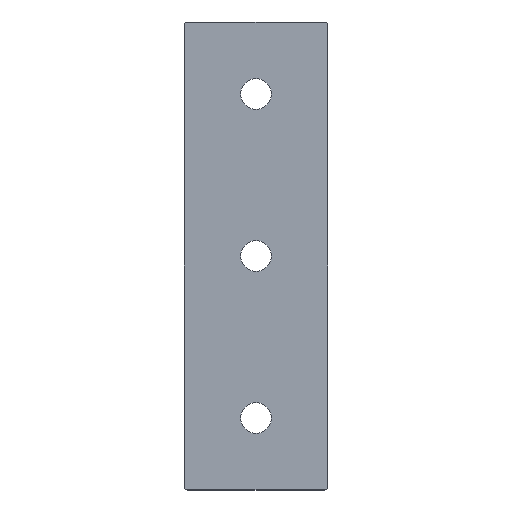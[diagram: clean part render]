
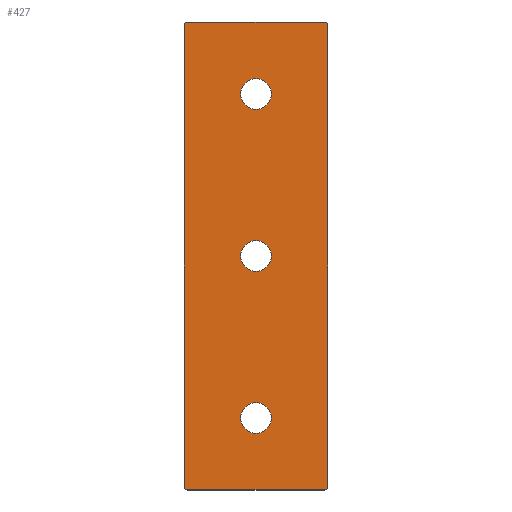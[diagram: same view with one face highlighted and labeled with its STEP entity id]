
A CAD part, top view. The second image highlights one B-rep face of the part: STEP entity #427.
In plain terms, the highlighted planar face has unit normal (0, 0, 1).
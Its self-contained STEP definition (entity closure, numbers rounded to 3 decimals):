
#7=CARTESIAN_POINT('',(0.0,114.25,5.0));
#8=VERTEX_POINT('',#7);
#9=CARTESIAN_POINT('',(0.0,105.75,5.0));
#10=VERTEX_POINT('',#9);
#11=CARTESIAN_POINT('',(0.0,110.,5.0));
#12=DIRECTION('',(0.0,0.0,-1.0));
#13=DIRECTION('',(0.0,-1.0,0.0));
#14=AXIS2_PLACEMENT_3D('',#11,#12,#13);
#15=CIRCLE('',#14,4.25);
#16=EDGE_CURVE('',#8,#10,#15,.T.);
#49=CARTESIAN_POINT('',(0.0,24.25,5.0));
#50=VERTEX_POINT('',#49);
#51=CARTESIAN_POINT('',(0.0,15.75,5.0));
#52=VERTEX_POINT('',#51);
#53=CARTESIAN_POINT('',(0.0,20.,5.0));
#54=DIRECTION('',(0.0,0.0,-1.0));
#55=DIRECTION('',(0.0,-1.0,0.0));
#56=AXIS2_PLACEMENT_3D('',#53,#54,#55);
#57=CIRCLE('',#56,4.25);
#58=EDGE_CURVE('',#50,#52,#57,.T.);
#91=CARTESIAN_POINT('',(0.0,69.25,5.0));
#92=VERTEX_POINT('',#91);
#93=CARTESIAN_POINT('',(0.0,60.75,5.0));
#94=VERTEX_POINT('',#93);
#95=CARTESIAN_POINT('',(0.0,65.0,5.0));
#96=DIRECTION('',(0.0,0.0,-1.0));
#97=DIRECTION('',(0.0,-1.0,0.0));
#98=AXIS2_PLACEMENT_3D('',#95,#96,#97);
#99=CIRCLE('',#98,4.25);
#100=EDGE_CURVE('',#92,#94,#99,.T.);
#133=CARTESIAN_POINT('',(-20.0,129.0,5.0));
#134=VERTEX_POINT('',#133);
#135=CARTESIAN_POINT('',(-20.0,1.,5.0));
#136=VERTEX_POINT('',#135);
#137=CARTESIAN_POINT('',(-20.0,129.0,5.0));
#138=DIRECTION('',(0.0,-1.0,0.0));
#139=VECTOR('',#138,128.0);
#140=LINE('',#137,#139);
#141=EDGE_CURVE('',#134,#136,#140,.T.);
#183=CARTESIAN_POINT('',(19.,0.0,5.0));
#184=VERTEX_POINT('',#183);
#191=CARTESIAN_POINT('',(-19.0,0.0,5.0));
#192=VERTEX_POINT('',#191);
#193=CARTESIAN_POINT('',(-19.0,0.0,5.0));
#194=DIRECTION('',(1.0,0.0,0.0));
#195=VECTOR('',#194,38.);
#196=LINE('',#193,#195);
#197=EDGE_CURVE('',#192,#184,#196,.T.);
#213=CARTESIAN_POINT('',(20.,1.,5.0));
#214=VERTEX_POINT('',#213);
#215=CARTESIAN_POINT('',(20.,129.0,5.0));
#216=VERTEX_POINT('',#215);
#217=CARTESIAN_POINT('',(20.,1.,5.0));
#218=DIRECTION('',(0.0,1.0,0.0));
#219=VECTOR('',#218,128.0);
#220=LINE('',#217,#219);
#221=EDGE_CURVE('',#214,#216,#220,.T.);
#263=CARTESIAN_POINT('',(-19.0,130.0,5.0));
#264=VERTEX_POINT('',#263);
#271=CARTESIAN_POINT('',(19.,130.0,5.0));
#272=VERTEX_POINT('',#271);
#273=CARTESIAN_POINT('',(19.,130.0,5.0));
#274=DIRECTION('',(-1.0,0.0,0.0));
#275=VECTOR('',#274,38.);
#276=LINE('',#273,#275);
#277=EDGE_CURVE('',#272,#264,#276,.T.);
#358=CARTESIAN_POINT('',(-22.0,-6.5,5.0));
#359=DIRECTION('',(0.0,0.0,1.0));
#360=DIRECTION('',(1.0,0.0,0.0));
#361=AXIS2_PLACEMENT_3D('',#358,#359,#360);
#362=PLANE('',#361);
#363=ORIENTED_EDGE('',*,*,#277,.T.);
#364=CARTESIAN_POINT('',(-19.0,129.0,5.0));
#365=DIRECTION('',(0.0,0.0,1.0));
#366=DIRECTION('',(1.0,0.0,0.0));
#367=AXIS2_PLACEMENT_3D('',#364,#365,#366);
#368=CIRCLE('',#367,1.);
#369=EDGE_CURVE('',#264,#134,#368,.T.);
#370=ORIENTED_EDGE('',*,*,#369,.T.);
#371=ORIENTED_EDGE('',*,*,#141,.T.);
#372=CARTESIAN_POINT('',(-19.0,1.,5.0));
#373=DIRECTION('',(0.0,0.0,1.0));
#374=DIRECTION('',(1.0,0.0,0.0));
#375=AXIS2_PLACEMENT_3D('',#372,#373,#374);
#376=CIRCLE('',#375,1.);
#377=EDGE_CURVE('',#136,#192,#376,.T.);
#378=ORIENTED_EDGE('',*,*,#377,.T.);
#379=ORIENTED_EDGE('',*,*,#197,.T.);
#380=CARTESIAN_POINT('',(19.,1.,5.0));
#381=DIRECTION('',(0.0,0.0,1.0));
#382=DIRECTION('',(1.0,0.0,0.0));
#383=AXIS2_PLACEMENT_3D('',#380,#381,#382);
#384=CIRCLE('',#383,1.);
#385=EDGE_CURVE('',#184,#214,#384,.T.);
#386=ORIENTED_EDGE('',*,*,#385,.T.);
#387=ORIENTED_EDGE('',*,*,#221,.T.);
#388=CARTESIAN_POINT('',(19.,129.0,5.0));
#389=DIRECTION('',(0.0,0.0,1.0));
#390=DIRECTION('',(1.0,0.0,0.0));
#391=AXIS2_PLACEMENT_3D('',#388,#389,#390);
#392=CIRCLE('',#391,1.);
#393=EDGE_CURVE('',#216,#272,#392,.T.);
#394=ORIENTED_EDGE('',*,*,#393,.T.);
#395=EDGE_LOOP('',(#363,#370,#371,#378,#379,#386,#387,#394));
#396=FACE_OUTER_BOUND('',#395,.T.);
#397=CARTESIAN_POINT('',(0.0,20.,5.0));
#398=DIRECTION('',(0.0,0.0,-1.0));
#399=DIRECTION('',(0.0,-1.0,0.0));
#400=AXIS2_PLACEMENT_3D('',#397,#398,#399);
#401=CIRCLE('',#400,4.25);
#402=EDGE_CURVE('',#52,#50,#401,.T.);
#403=ORIENTED_EDGE('',*,*,#402,.T.);
#404=ORIENTED_EDGE('',*,*,#58,.T.);
#405=EDGE_LOOP('',(#403,#404));
#406=FACE_BOUND('',#405,.T.);
#407=CARTESIAN_POINT('',(0.0,65.0,5.0));
#408=DIRECTION('',(0.0,0.0,-1.0));
#409=DIRECTION('',(0.0,-1.0,0.0));
#410=AXIS2_PLACEMENT_3D('',#407,#408,#409);
#411=CIRCLE('',#410,4.25);
#412=EDGE_CURVE('',#94,#92,#411,.T.);
#413=ORIENTED_EDGE('',*,*,#412,.T.);
#414=ORIENTED_EDGE('',*,*,#100,.T.);
#415=EDGE_LOOP('',(#413,#414));
#416=FACE_BOUND('',#415,.T.);
#417=CARTESIAN_POINT('',(0.0,110.,5.0));
#418=DIRECTION('',(0.0,0.0,-1.0));
#419=DIRECTION('',(0.0,-1.0,0.0));
#420=AXIS2_PLACEMENT_3D('',#417,#418,#419);
#421=CIRCLE('',#420,4.25);
#422=EDGE_CURVE('',#10,#8,#421,.T.);
#423=ORIENTED_EDGE('',*,*,#422,.T.);
#424=ORIENTED_EDGE('',*,*,#16,.T.);
#425=EDGE_LOOP('',(#423,#424));
#426=FACE_BOUND('',#425,.T.);
#427=ADVANCED_FACE('',(#396,#406,#416,#426),#362,.T.);
